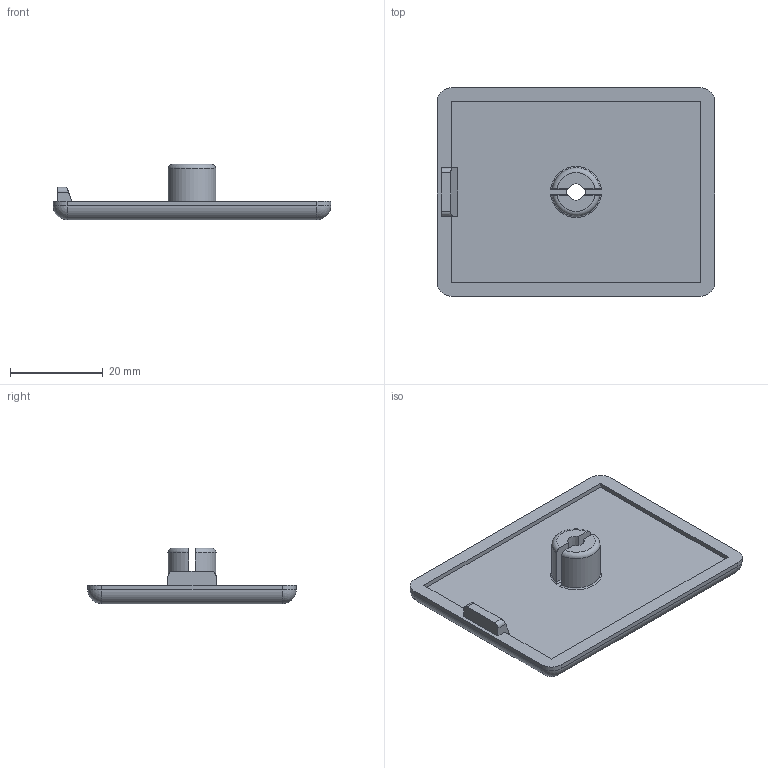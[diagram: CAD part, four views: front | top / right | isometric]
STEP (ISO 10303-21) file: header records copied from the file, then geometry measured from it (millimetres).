
FILE_DESCRIPTION (( 'STEP AP214' ), '1' );
FILE_NAME ('091072.STEP', '2014-08-22T05:44:28', ( '' ), ( '' ), 'SwSTEP 2.0', 'SolidWorks 2014', '' );
FILE_SCHEMA (( 'AUTOMOTIVE_DESIGN' ));
Length unit declared in the file: millimetre
Products named in the file (1): 091072
Bounding box: 60 x 45 x 12 mm (x, y, z)
Volume: 8827.8 mm3; surface area: 6654.5 mm2
Topology: 1 solids, 1 shells, 53 faces, 132 edges, 78 vertices
Faces by surface type: plane 23, cylinder 18, cone 4, torus 4, sphere 4
Entity records: 1638 total; most frequent: CARTESIAN_POINT 374, ORIENTED_EDGE 256, DIRECTION 256, EDGE_CURVE 128, AXIS2_PLACEMENT_3D 92, VERTEX_POINT 78, VECTOR 72, LINE 72
